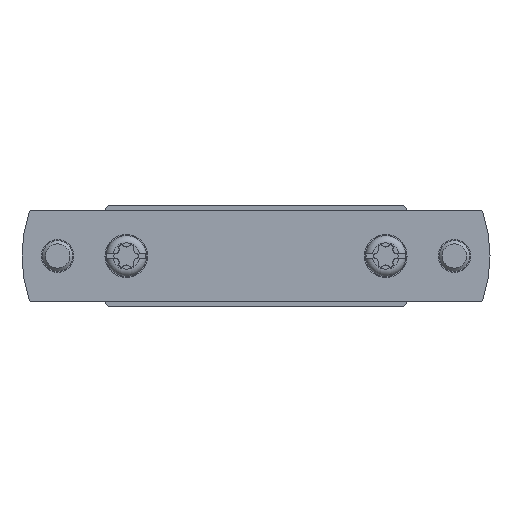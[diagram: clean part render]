
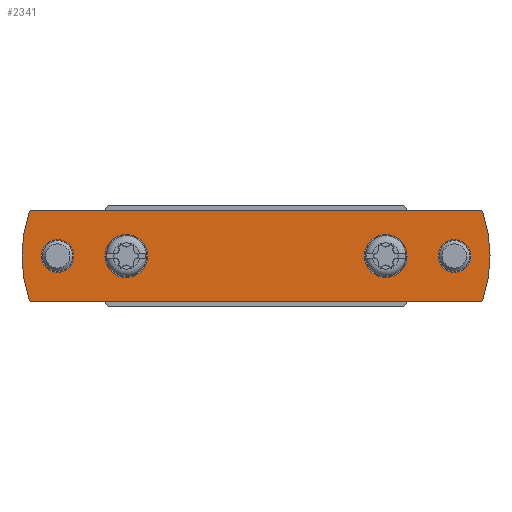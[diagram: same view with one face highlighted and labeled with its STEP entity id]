
A CAD part, front view. The second image highlights one B-rep face of the part: STEP entity #2341.
In plain terms, the highlighted planar face has unit normal (0, -1, 0).
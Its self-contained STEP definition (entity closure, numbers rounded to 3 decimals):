
#181=CIRCLE('',#2540,0.3);
#183=CIRCLE('',#2543,13.5);
#185=CIRCLE('',#2546,0.3);
#187=CIRCLE('',#2550,0.3);
#189=CIRCLE('',#2553,13.5);
#191=CIRCLE('',#2556,0.3);
#197=CIRCLE('',#2565,2.1);
#198=CIRCLE('',#2566,2.1);
#199=CIRCLE('',#2567,1.6);
#200=CIRCLE('',#2568,1.6);
#530=ORIENTED_EDGE('',*,*,#928,.T.);
#531=ORIENTED_EDGE('',*,*,#929,.T.);
#532=ORIENTED_EDGE('',*,*,#930,.T.);
#533=ORIENTED_EDGE('',*,*,#931,.T.);
#534=ORIENTED_EDGE('',*,*,#900,.F.);
#535=ORIENTED_EDGE('',*,*,#922,.F.);
#536=ORIENTED_EDGE('',*,*,#919,.F.);
#537=ORIENTED_EDGE('',*,*,#916,.F.);
#538=ORIENTED_EDGE('',*,*,#913,.F.);
#539=ORIENTED_EDGE('',*,*,#910,.F.);
#540=ORIENTED_EDGE('',*,*,#907,.F.);
#541=ORIENTED_EDGE('',*,*,#904,.F.);
#900=EDGE_CURVE('',#1128,#1129,#181,.T.);
#904=EDGE_CURVE('',#1129,#1132,#183,.T.);
#907=EDGE_CURVE('',#1132,#1134,#185,.T.);
#910=EDGE_CURVE('',#1134,#1136,#1294,.T.);
#913=EDGE_CURVE('',#1136,#1138,#187,.T.);
#916=EDGE_CURVE('',#1138,#1140,#189,.T.);
#919=EDGE_CURVE('',#1140,#1142,#191,.T.);
#922=EDGE_CURVE('',#1142,#1128,#1300,.T.);
#928=EDGE_CURVE('',#1148,#1148,#197,.T.);
#929=EDGE_CURVE('',#1149,#1149,#198,.T.);
#930=EDGE_CURVE('',#1150,#1150,#199,.T.);
#931=EDGE_CURVE('',#1151,#1151,#200,.T.);
#1128=VERTEX_POINT('',#3623);
#1129=VERTEX_POINT('',#3624);
#1132=VERTEX_POINT('',#3632);
#1134=VERTEX_POINT('',#3638);
#1136=VERTEX_POINT('',#3644);
#1138=VERTEX_POINT('',#3650);
#1140=VERTEX_POINT('',#3656);
#1142=VERTEX_POINT('',#3662);
#1148=VERTEX_POINT('',#3680);
#1149=VERTEX_POINT('',#3682);
#1150=VERTEX_POINT('',#3684);
#1151=VERTEX_POINT('',#3686);
#1294=LINE('',#3643,#1403);
#1300=LINE('',#3667,#1409);
#1403=VECTOR('',#3009,1000.);
#1409=VECTOR('',#3035,1000.);
#1543=EDGE_LOOP('',(#530));
#1544=EDGE_LOOP('',(#531));
#1545=EDGE_LOOP('',(#532));
#1546=EDGE_LOOP('',(#533));
#1547=EDGE_LOOP('',(#534,#535,#536,#537,#538,#539,#540,#541));
#1726=FACE_BOUND('',#1543,.T.);
#1727=FACE_BOUND('',#1544,.T.);
#1728=FACE_BOUND('',#1545,.T.);
#1729=FACE_BOUND('',#1546,.T.);
#1730=FACE_BOUND('',#1547,.T.);
#1851=PLANE('',#2564);
#2341=ADVANCED_FACE('',(#1726,#1727,#1728,#1729,#1730),#1851,.F.);
#2540=AXIS2_PLACEMENT_3D('',#3622,#2987,#2988);
#2543=AXIS2_PLACEMENT_3D('',#3631,#2995,#2996);
#2546=AXIS2_PLACEMENT_3D('',#3637,#3002,#3003);
#2550=AXIS2_PLACEMENT_3D('',#3649,#3014,#3015);
#2553=AXIS2_PLACEMENT_3D('',#3655,#3021,#3022);
#2556=AXIS2_PLACEMENT_3D('',#3661,#3028,#3029);
#2564=AXIS2_PLACEMENT_3D('',#3678,#3047,#3048);
#2565=AXIS2_PLACEMENT_3D('',#3679,#3049,#3050);
#2566=AXIS2_PLACEMENT_3D('',#3681,#3051,#3052);
#2567=AXIS2_PLACEMENT_3D('',#3683,#3053,#3054);
#2568=AXIS2_PLACEMENT_3D('',#3685,#3055,#3056);
#2987=DIRECTION('',(0.,1.,0.));
#2988=DIRECTION('',(1.,0.,0.));
#2995=DIRECTION('',(0.,1.,0.));
#2996=DIRECTION('',(1.,0.,0.));
#3002=DIRECTION('',(0.,1.,0.));
#3003=DIRECTION('',(1.,0.,0.));
#3009=DIRECTION('',(1.,0.,0.));
#3014=DIRECTION('',(0.,1.,0.));
#3015=DIRECTION('',(1.,0.,0.));
#3021=DIRECTION('',(0.,1.,0.));
#3022=DIRECTION('',(1.,0.,0.));
#3028=DIRECTION('',(0.,1.,0.));
#3029=DIRECTION('',(1.,0.,0.));
#3035=DIRECTION('',(-1.,0.,0.));
#3047=DIRECTION('',(0.,1.,0.));
#3048=DIRECTION('',(0.,0.,1.));
#3049=DIRECTION('',(0.,1.,0.));
#3050=DIRECTION('',(0.,0.,1.));
#3051=DIRECTION('',(0.,1.,0.));
#3052=DIRECTION('',(0.,0.,1.));
#3053=DIRECTION('',(0.,1.,0.));
#3054=DIRECTION('',(0.,0.,1.));
#3055=DIRECTION('',(0.,1.,0.));
#3056=DIRECTION('',(0.,0.,1.));
#3622=CARTESIAN_POINT('',(-22.014,0.,-4.2));
#3623=CARTESIAN_POINT('',(-22.014,0.,-4.5));
#3624=CARTESIAN_POINT('',(-22.298,0.,-4.295));
#3631=CARTESIAN_POINT('',(-9.5,0.,0.));
#3632=CARTESIAN_POINT('',(-22.298,0.,4.295));
#3637=CARTESIAN_POINT('',(-22.014,0.,4.2));
#3638=CARTESIAN_POINT('',(-22.014,0.,4.5));
#3643=CARTESIAN_POINT('',(-22.014,0.,4.5));
#3644=CARTESIAN_POINT('',(22.014,0.,4.5));
#3649=CARTESIAN_POINT('',(22.014,0.,4.2));
#3650=CARTESIAN_POINT('',(22.298,0.,4.295));
#3655=CARTESIAN_POINT('',(9.5,0.,0.));
#3656=CARTESIAN_POINT('',(22.298,0.,-4.295));
#3661=CARTESIAN_POINT('',(22.014,0.,-4.2));
#3662=CARTESIAN_POINT('',(22.014,0.,-4.5));
#3667=CARTESIAN_POINT('',(22.014,0.,-4.5));
#3678=CARTESIAN_POINT('',(-22.014,0.,-4.2));
#3679=CARTESIAN_POINT('',(12.75,0.,0.));
#3680=CARTESIAN_POINT('',(12.75,0.,2.1));
#3681=CARTESIAN_POINT('',(-12.75,0.,0.));
#3682=CARTESIAN_POINT('',(-12.75,0.,2.1));
#3683=CARTESIAN_POINT('',(19.5,0.,0.));
#3684=CARTESIAN_POINT('',(19.5,0.,1.6));
#3685=CARTESIAN_POINT('',(-19.5,0.,0.));
#3686=CARTESIAN_POINT('',(-19.5,0.,1.6));
